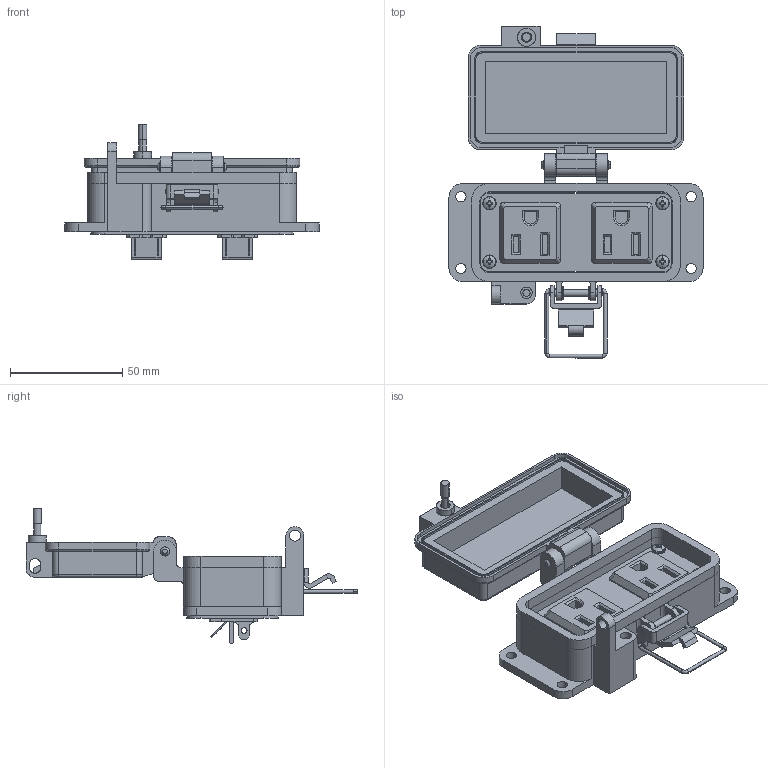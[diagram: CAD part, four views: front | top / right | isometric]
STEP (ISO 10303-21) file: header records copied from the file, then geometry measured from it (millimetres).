
FILE_DESCRIPTION (( 'STEP AP214' ), '1' );
FILE_NAME ('P-XX-F3RR0_3D.STEP', '2017-10-18T19:00:47', ( '' ), ( '' ), 'SwSTEP 2.0', 'SolidWorks 2017', '' );
FILE_SCHEMA (( 'AUTOMOTIVE_DESIGN' ));
Length unit declared in the file: millimetre
Products named in the file (7): Z-H-F3; R; Z-200-R0SQ; P-XX-F3RR0_FP; P-XX-F3RR0_BP; P-XX-F3RR0_3D; 92005A124_METRIC PAN HEAD PHILLIPS MACHINE SCREW_92005A124
Assembly tree (10 placements, depth 3):
  P-XX-F3RR0_3D
    P-XX-F3RR0_BP
    P-XX-F3RR0_FP
    R  x2
      Z-200-R0SQ
    Z-H-F3
    92005A124_METRIC PAN HEAD PHILLIPS MACHINE SCREW_92005A124  x4
Bounding box: 113 x 147.61 x 60.32 mm (x, y, z)
Volume: 93850.8 mm3; surface area: 69856 mm2
Topology: 18 solids, 18 shells, 1558 faces, 4364 edges, 2882 vertices
Faces by surface type: cylinder 865, plane 571, bspline 52, cone 46, torus 16, sphere 8
Entity records: 36615 total; most frequent: CARTESIAN_POINT 10432, ORIENTED_EDGE 4920, DIRECTION 4237, EDGE_CURVE 2460, VERTEX_POINT 1623, VECTOR 1465, LINE 1465, AXIS2_PLACEMENT_3D 1386
